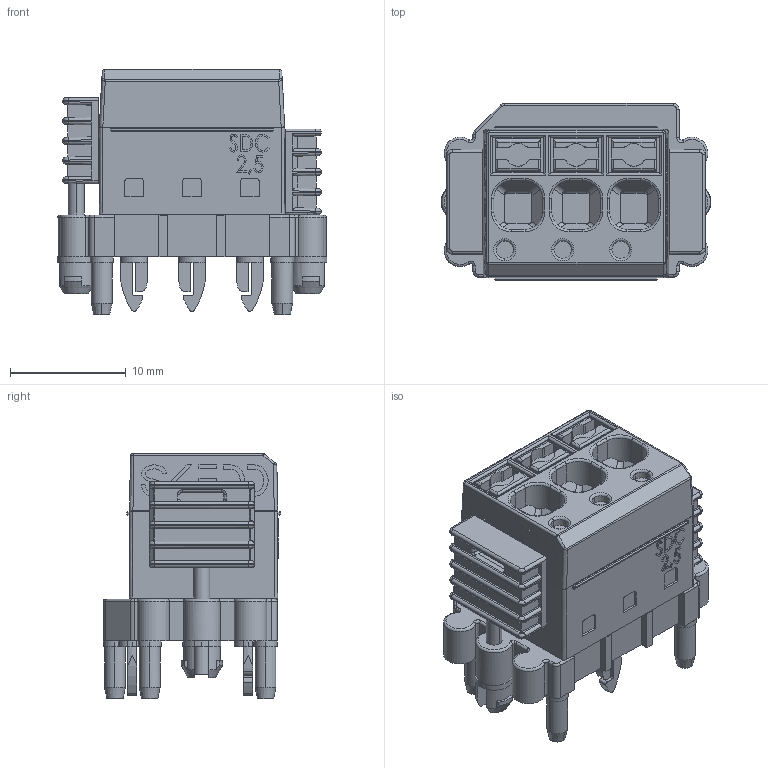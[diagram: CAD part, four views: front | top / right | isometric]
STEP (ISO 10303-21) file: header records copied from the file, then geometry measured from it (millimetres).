
FILE_DESCRIPTION(('Creo Elements/Direct Modeling STEP Export'),'2;1');
FILE_NAME('model.stp','2018-07-31T 7:33:18',(''),(''),'Creo Elements/Direct Modeling STEP processor for AP214 (Solid Model)','Creo Elements/Direct Modeling 18.1I 14-Aug-2016 (C) Parametric Technology GmbH','');
FILE_SCHEMA(('AUTOMOTIVE_DESIGN { 1 0 10303 214 1 1 1 1 }'));
Length unit declared in the file: millimetre
Products named in the file (8): SDC_2_5_5_GEH.2.2; Ver._Bohrloch; SDC_2.5_Schieber; Position_Bohrloch; SDC-2.5-Seitenteil_links; PCB_Bohrloch.1.1; SDC-2.5-Seitenteil_rechts; SDC_2.5_3-PV-5.0.1
Assembly tree (14 placements, depth 3):
  SDC_2.5_3-PV-5.0.1
    PCB_Bohrloch.1.1  x3
    SDC-2.5-Seitenteil_rechts
      Ver._Bohrloch
      SDC_2.5_Schieber
      Position_Bohrloch  x2
    SDC-2.5-Seitenteil_links
      Position_Bohrloch  x2
      SDC_2.5_Schieber
      Ver._Bohrloch
    SDC_2_5_5_GEH.2.2
Bounding box: 23.3 x 15.3 x 21.2 mm (x, y, z)
Volume: 3832.9 mm3; surface area: 3296.2 mm2
Topology: 12 solids, 12 shells, 1413 faces, 3734 edges, 2407 vertices
Faces by surface type: plane 879, cylinder 342, bspline 72, torus 59, cone 28, extrusion 23, sphere 10
Entity records: 57093 total; most frequent: CARTESIAN_POINT 16390, ORIENTED_EDGE 6718, DIRECTION 5770, EDGE_CURVE 3359, VECTOR 2438, LINE 2415, VERTEX_POINT 2181, AXIS2_PLACEMENT_3D 1666
